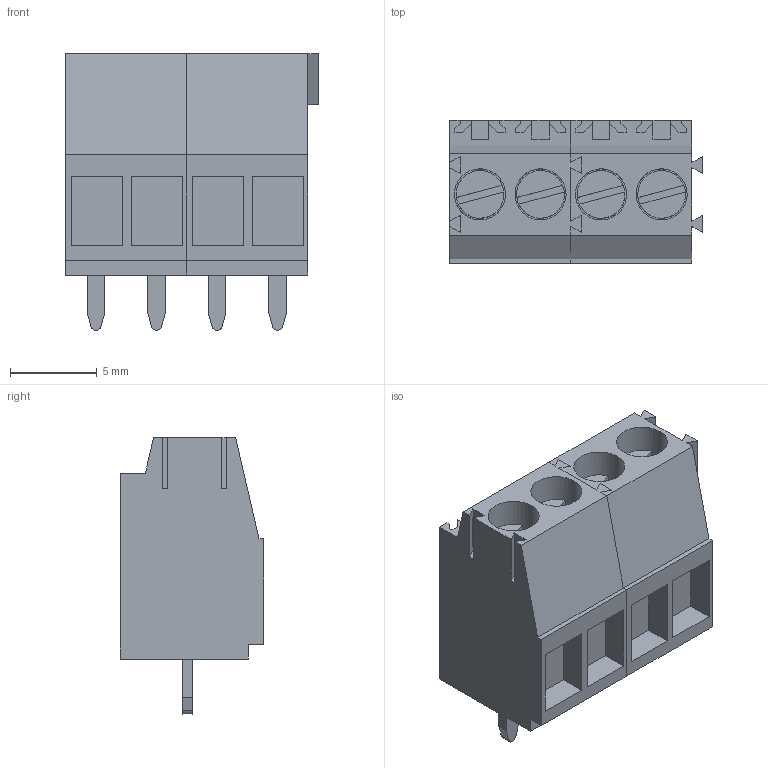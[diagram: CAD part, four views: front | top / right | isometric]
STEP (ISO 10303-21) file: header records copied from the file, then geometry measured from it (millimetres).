
FILE_DESCRIPTION(('CATIA V5 STEP Exchange','CAx-IF Rec.Pracs.--- Model Styling and Organization---1.2---2011-12-15'),'2;1');
FILE_NAME ('D1457373_0_1845040000_1845040000.stp','2018-03-12T10:47:37+00:00',('none'),('Weidmueller'),'CATIA Version 5-6 Release 2014','CATIA V5 STEP AP214','none');
FILE_SCHEMA(('AUTOMOTIVE_DESIGN { 1 0 10303 214 1 1 1 1 }'));
Length unit declared in the file: millimetre
Products named in the file (1): 1845040000
Bounding box: 14.6 x 8.3 x 16 mm (x, y, z)
Volume: 1111.1 mm3; surface area: 1609.5 mm2
Topology: 10 solids, 10 shells, 260 faces, 684 edges, 456 vertices
Faces by surface type: plane 224, cylinder 36
Entity records: 8022 total; most frequent: CARTESIAN_POINT 1576, ORIENTED_EDGE 1368, DIRECTION 1107, EDGE_CURVE 684, VECTOR 596, LINE 596, VERTEX_POINT 456, AXIS2_PLACEMENT_3D 293
